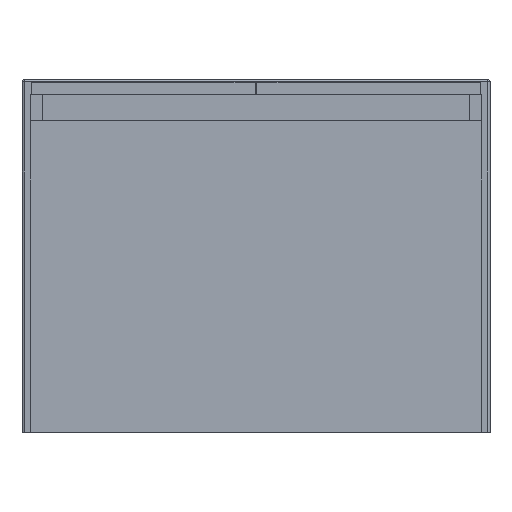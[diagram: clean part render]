
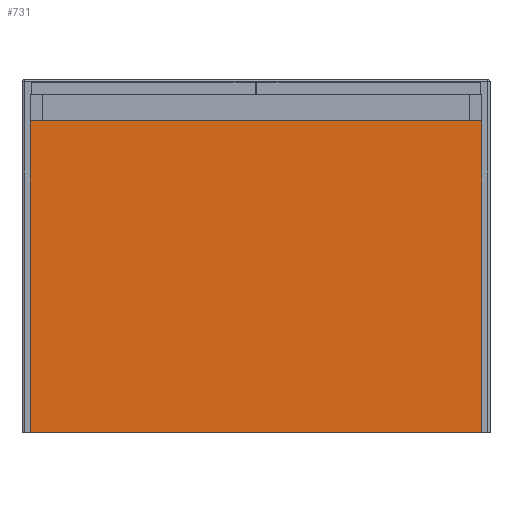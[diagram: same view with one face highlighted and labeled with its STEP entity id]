
A CAD part, front view. The second image highlights one B-rep face of the part: STEP entity #731.
In plain terms, the highlighted planar face has unit normal (0, -1, 0).
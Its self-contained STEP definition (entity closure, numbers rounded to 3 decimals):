
#82 = CARTESIAN_POINT ( 'NONE',  ( 294., -490.1, 0. ) ) ;
#216 = VERTEX_POINT ( 'NONE', #2482 ) ;
#293 = PLANE ( 'NONE',  #1948 ) ;
#517 = CARTESIAN_POINT ( 'NONE',  ( -294., -490.1, 406.1 ) ) ;
#545 = LINE ( 'NONE', #1588, #4528 ) ;
#637 = DIRECTION ( 'NONE',  ( 1., 0., 0. ) ) ;
#731 = ADVANCED_FACE ( 'NONE', ( #2455 ), #293, .T. ) ;
#1059 = LINE ( 'NONE', #2910, #3510 ) ;
#1302 = VERTEX_POINT ( 'NONE', #1799 ) ;
#1395 = VECTOR ( 'NONE', #2829, 1000. ) ;
#1588 = CARTESIAN_POINT ( 'NONE',  ( 294., -490.1, 1052.543 ) ) ;
#1628 = EDGE_LOOP ( 'NONE', ( #3418, #3065, #2055, #4412 ) ) ;
#1771 = CARTESIAN_POINT ( 'NONE',  ( 294., -490.1, 406.1 ) ) ;
#1772 = CARTESIAN_POINT ( 'NONE',  ( 294., -490.1, 1052.543 ) ) ;
#1799 = CARTESIAN_POINT ( 'NONE',  ( -294., -490.1, 0. ) ) ;
#1821 = EDGE_CURVE ( 'NONE', #216, #3680, #3391, .T. ) ;
#1891 = EDGE_CURVE ( 'NONE', #3503, #1302, #1059, .T. ) ;
#1948 = AXIS2_PLACEMENT_3D ( 'NONE', #1772, #4250, #637 ) ;
#2055 = ORIENTED_EDGE ( 'NONE', *, *, #4497, .T. ) ;
#2117 = DIRECTION ( 'NONE',  ( -1., 0., 0. ) ) ;
#2455 = FACE_OUTER_BOUND ( 'NONE', #1628, .T. ) ;
#2482 = CARTESIAN_POINT ( 'NONE',  ( 294., -490.1, 406.1 ) ) ;
#2769 = VECTOR ( 'NONE', #2117, 1000. ) ;
#2829 = DIRECTION ( 'NONE',  ( 0., 0., -1. ) ) ;
#2910 = CARTESIAN_POINT ( 'NONE',  ( 294., -490.1, 0. ) ) ;
#3065 = ORIENTED_EDGE ( 'NONE', *, *, #1821, .T. ) ;
#3319 = DIRECTION ( 'NONE',  ( -1., 0., 0. ) ) ;
#3391 = LINE ( 'NONE', #1771, #2769 ) ;
#3418 = ORIENTED_EDGE ( 'NONE', *, *, #4101, .F. ) ;
#3503 = VERTEX_POINT ( 'NONE', #82 ) ;
#3510 = VECTOR ( 'NONE', #3319, 1000. ) ;
#3680 = VERTEX_POINT ( 'NONE', #517 ) ;
#4101 = EDGE_CURVE ( 'NONE', #216, #3503, #545, .T. ) ;
#4250 = DIRECTION ( 'NONE',  ( 0., -1., 0. ) ) ;
#4412 = ORIENTED_EDGE ( 'NONE', *, *, #1891, .F. ) ;
#4497 = EDGE_CURVE ( 'NONE', #3680, #1302, #4521, .T. ) ;
#4499 = DIRECTION ( 'NONE',  ( 0., 0., -1. ) ) ;
#4521 = LINE ( 'NONE', #4613, #1395 ) ;
#4528 = VECTOR ( 'NONE', #4499, 1000. ) ;
#4613 = CARTESIAN_POINT ( 'NONE',  ( -294., -490.1, 1052.543 ) ) ;
